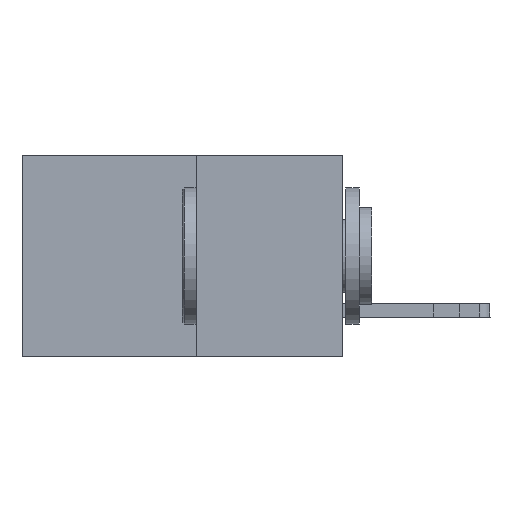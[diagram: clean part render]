
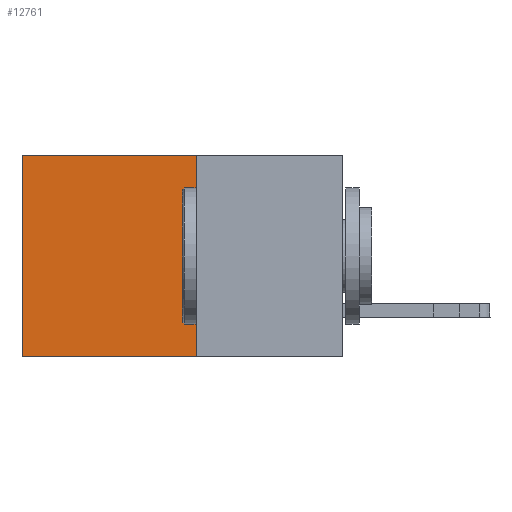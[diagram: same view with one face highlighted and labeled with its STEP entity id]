
A CAD part, left-side view. The second image highlights one B-rep face of the part: STEP entity #12761.
In plain terms, the highlighted planar face has unit normal (-1, 0, 0).
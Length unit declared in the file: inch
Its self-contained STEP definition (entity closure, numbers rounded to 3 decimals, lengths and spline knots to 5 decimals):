
#113 = DIRECTION ( 'NONE',  ( 1., 0., 0. ) ) ;
#268 = LINE ( 'NONE', #11751, #13725 ) ;
#485 = VECTOR ( 'NONE', #1181, 39.37008 ) ;
#1181 = DIRECTION ( 'NONE',  ( 0., 0., -1. ) ) ;
#1761 = VERTEX_POINT ( 'NONE', #14111 ) ;
#1890 = ORIENTED_EDGE ( 'NONE', *, *, #15841, .T. ) ;
#2917 = EDGE_CURVE ( 'NONE', #6769, #22684, #268, .T. ) ;
#3023 = CARTESIAN_POINT ( 'NONE',  ( 0.277, 0.27, 0. ) ) ;
#3040 = EDGE_CURVE ( 'NONE', #1761, #22684, #10603, .T. ) ;
#5845 = FACE_OUTER_BOUND ( 'NONE', #15273, .T. ) ;
#6126 = CARTESIAN_POINT ( 'NONE',  ( 0.277, 0.27, -0.37 ) ) ;
#6769 = VERTEX_POINT ( 'NONE', #16418 ) ;
#8420 = DIRECTION ( 'NONE',  ( 0., 1., 0. ) ) ;
#8458 = CARTESIAN_POINT ( 'NONE',  ( 0.277, 0.27, -0.37 ) ) ;
#8581 = ORIENTED_EDGE ( 'NONE', *, *, #3040, .F. ) ;
#9493 = CARTESIAN_POINT ( 'NONE',  ( 0.277, 0.27, 0. ) ) ;
#9810 = DIRECTION ( 'NONE',  ( 0., 0., -1. ) ) ;
#10603 = LINE ( 'NONE', #6126, #13289 ) ;
#11751 = CARTESIAN_POINT ( 'NONE',  ( 0.277, 0.59, -0.37 ) ) ;
#12011 = ORIENTED_EDGE ( 'NONE', *, *, #18295, .F. ) ;
#12017 = CARTESIAN_POINT ( 'NONE',  ( 0.277, 0.59, -0.37 ) ) ;
#12761 = ADVANCED_FACE ( 'NONE', ( #5845 ), #14126, .F. ) ;
#13289 = VECTOR ( 'NONE', #8420, 39.37008 ) ;
#13725 = VECTOR ( 'NONE', #23585, 39.37008 ) ;
#13806 = AXIS2_PLACEMENT_3D ( 'NONE', #15923, #113, #9810 ) ;
#14111 = CARTESIAN_POINT ( 'NONE',  ( 0.277, 0.27, -0.37 ) ) ;
#14126 = PLANE ( 'NONE',  #13806 ) ;
#15273 = EDGE_LOOP ( 'NONE', ( #24615, #8581, #12011, #1890 ) ) ;
#15841 = EDGE_CURVE ( 'NONE', #18023, #6769, #22756, .T. ) ;
#15923 = CARTESIAN_POINT ( 'NONE',  ( 0.277, 0.27, -0.37 ) ) ;
#16418 = CARTESIAN_POINT ( 'NONE',  ( 0.277, 0.59, 0. ) ) ;
#17791 = VECTOR ( 'NONE', #20377, 39.37008 ) ;
#18023 = VERTEX_POINT ( 'NONE', #9493 ) ;
#18295 = EDGE_CURVE ( 'NONE', #18023, #1761, #18657, .T. ) ;
#18657 = LINE ( 'NONE', #8458, #485 ) ;
#20377 = DIRECTION ( 'NONE',  ( 0., 1., 0. ) ) ;
#22684 = VERTEX_POINT ( 'NONE', #12017 ) ;
#22756 = LINE ( 'NONE', #3023, #17791 ) ;
#23585 = DIRECTION ( 'NONE',  ( 0., 0., -1. ) ) ;
#24615 = ORIENTED_EDGE ( 'NONE', *, *, #2917, .T. ) ;
